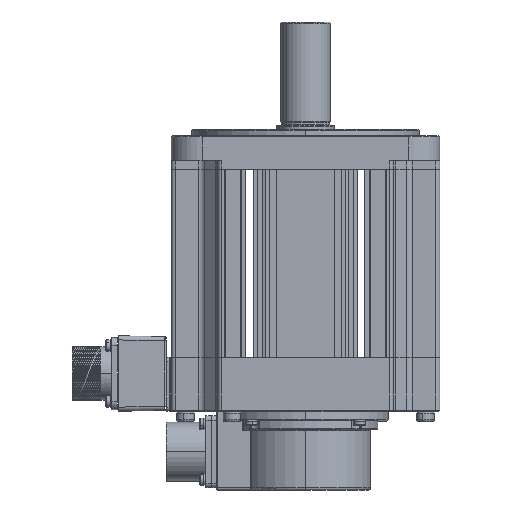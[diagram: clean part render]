
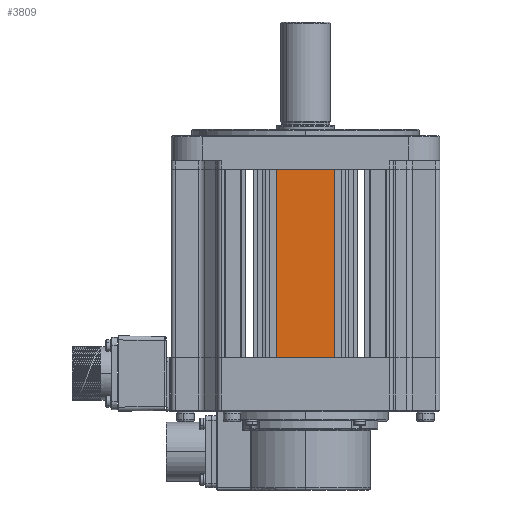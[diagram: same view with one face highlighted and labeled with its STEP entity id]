
A CAD part, left-side view. The second image highlights one B-rep face of the part: STEP entity #3809.
In plain terms, the highlighted planar face has unit normal (-1, 0, 0).
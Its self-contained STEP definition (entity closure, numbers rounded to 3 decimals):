
#2379 = CARTESIAN_POINT ( 'NONE',  ( -65.758, 62.535, 124.8 ) ) ;
#3246 = FACE_OUTER_BOUND ( 'NONE', #14221, .T. ) ;
#3809 = ADVANCED_FACE ( 'NONE', ( #3246 ), #14258, .F. ) ;
#4292 = EDGE_CURVE ( 'NONE', #17854, #13878, #12080, .T. ) ;
#5081 = CARTESIAN_POINT ( 'NONE',  ( -65.758, 11.535, 154.8 ) ) ;
#5373 = DIRECTION ( 'NONE',  ( 0., 0., -1. ) ) ;
#6012 = LINE ( 'NONE', #20261, #36879 ) ;
#6069 = VERTEX_POINT ( 'NONE', #17255 ) ;
#8020 = DIRECTION ( 'NONE',  ( 0., 0., -1. ) ) ;
#8176 = ORIENTED_EDGE ( 'NONE', *, *, #4292, .T. ) ;
#9586 = EDGE_CURVE ( 'NONE', #32452, #13878, #18746, .T. ) ;
#12080 = LINE ( 'NONE', #13050, #27044 ) ;
#13050 = CARTESIAN_POINT ( 'NONE',  ( -65.758, 62.535, 63.8 ) ) ;
#13774 = AXIS2_PLACEMENT_3D ( 'NONE', #2379, #23331, #5373 ) ;
#13878 = VERTEX_POINT ( 'NONE', #31295 ) ;
#14221 = EDGE_LOOP ( 'NONE', ( #8176, #36439, #29002, #27104 ) ) ;
#14258 = PLANE ( 'NONE',  #13774 ) ;
#15553 = EDGE_CURVE ( 'NONE', #6069, #32452, #15686, .T. ) ;
#15686 = LINE ( 'NONE', #5081, #24634 ) ;
#17255 = CARTESIAN_POINT ( 'NONE',  ( -65.758, 11.535, 154.8 ) ) ;
#17350 = DIRECTION ( 'NONE',  ( 0., 0., 1. ) ) ;
#17854 = VERTEX_POINT ( 'NONE', #21888 ) ;
#18746 = LINE ( 'NONE', #22712, #25794 ) ;
#20261 = CARTESIAN_POINT ( 'NONE',  ( -65.758, 11.535, 124.8 ) ) ;
#21888 = CARTESIAN_POINT ( 'NONE',  ( -65.758, 11.535, 63.8 ) ) ;
#22712 = CARTESIAN_POINT ( 'NONE',  ( -65.758, -16.465, 124.8 ) ) ;
#23204 = CARTESIAN_POINT ( 'NONE',  ( -65.758, -16.465, 154.8 ) ) ;
#23331 = DIRECTION ( 'NONE',  ( 1., 0., 0. ) ) ;
#24634 = VECTOR ( 'NONE', #26025, 1000. ) ;
#25794 = VECTOR ( 'NONE', #8020, 1000. ) ;
#26025 = DIRECTION ( 'NONE',  ( 0., -1., 0. ) ) ;
#27044 = VECTOR ( 'NONE', #34102, 1000. ) ;
#27104 = ORIENTED_EDGE ( 'NONE', *, *, #37821, .F. ) ;
#29002 = ORIENTED_EDGE ( 'NONE', *, *, #15553, .F. ) ;
#31295 = CARTESIAN_POINT ( 'NONE',  ( -65.758, -16.465, 63.8 ) ) ;
#32452 = VERTEX_POINT ( 'NONE', #23204 ) ;
#34102 = DIRECTION ( 'NONE',  ( 0., -1., 0. ) ) ;
#36439 = ORIENTED_EDGE ( 'NONE', *, *, #9586, .F. ) ;
#36879 = VECTOR ( 'NONE', #17350, 1000. ) ;
#37821 = EDGE_CURVE ( 'NONE', #17854, #6069, #6012, .T. ) ;
